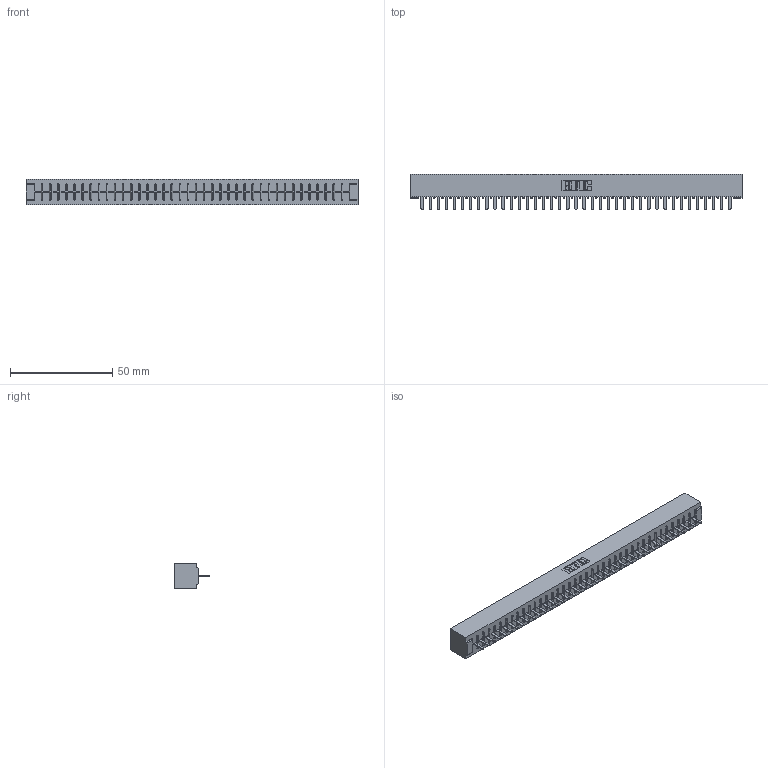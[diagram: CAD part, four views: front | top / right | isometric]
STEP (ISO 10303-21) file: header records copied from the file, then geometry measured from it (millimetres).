
FILE_DESCRIPTION (( 'STEP AP203' ), '1' );
FILE_NAME ('306-039-520-101.STEP', '2019-09-12T00:08:39', ( '' ), ( '' ), 'SwSTEP 2.0', 'SolidWorks 2016', '' );
FILE_SCHEMA (( 'CONFIG_CONTROL_DESIGN' ));
Length unit declared in the file: inch
Products named in the file (3): 306-039-520-101; 306 Part_No Mounting; 306-290-001_120
Assembly tree (40 placements, depth 2):
  306-039-520-101
    306 Part_No Mounting
    306-290-001_120  x39
Bounding box: 162.41 x 17.12 x 12.7 mm (x, y, z)
Volume: 18517.9 mm3; surface area: 19134.8 mm2
Topology: 40 solids, 40 shells, 2838 faces, 7975 edges, 5106 vertices
Faces by surface type: plane 1897, cylinder 785, sphere 156
Entity records: 36436 total; most frequent: CARTESIAN_POINT 6116, ORIENTED_EDGE 6062, DIRECTION 6031, EDGE_CURVE 3031, VECTOR 2373, LINE 2373, VERTEX_POINT 1914, AXIS2_PLACEMENT_3D 1829
